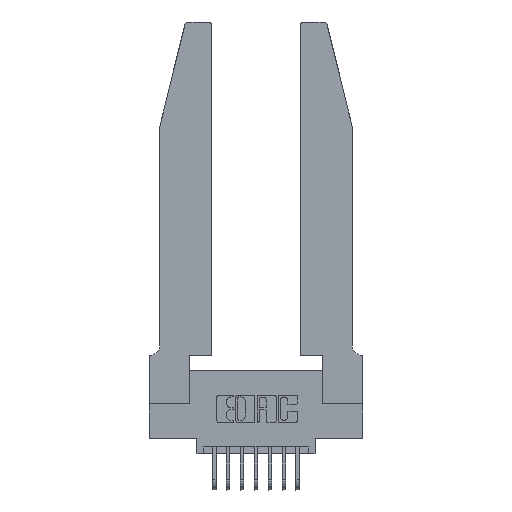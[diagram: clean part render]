
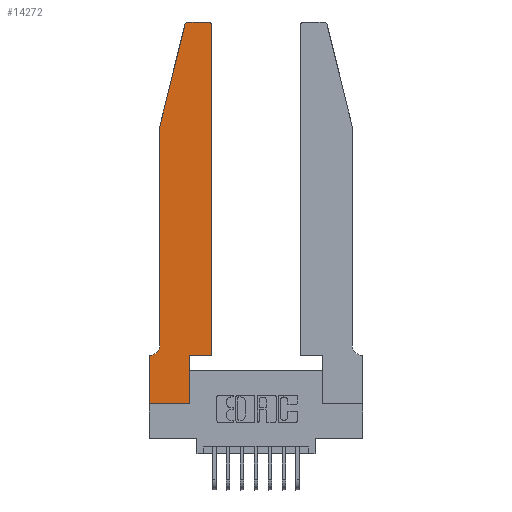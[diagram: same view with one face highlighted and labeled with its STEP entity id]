
A CAD part, top view. The second image highlights one B-rep face of the part: STEP entity #14272.
In plain terms, the highlighted planar face has unit normal (0, 0, 1).
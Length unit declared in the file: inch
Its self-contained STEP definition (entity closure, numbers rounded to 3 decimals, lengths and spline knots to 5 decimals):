
#131 = CARTESIAN_POINT ( 'NONE',  ( 0.2865, 0., 0.37 ) ) ;
#413 = ORIENTED_EDGE ( 'NONE', *, *, #12927, .T. ) ;
#500 = CARTESIAN_POINT ( 'NONE',  ( 0., 0., 0.37 ) ) ;
#690 = VERTEX_POINT ( 'NONE', #14752 ) ;
#759 = VERTEX_POINT ( 'NONE', #16354 ) ;
#1064 = VERTEX_POINT ( 'NONE', #10412 ) ;
#1098 = ORIENTED_EDGE ( 'NONE', *, *, #6242, .T. ) ;
#1141 = EDGE_CURVE ( 'NONE', #690, #7696, #1479, .T. ) ;
#1251 = VECTOR ( 'NONE', #3075, 39.37008 ) ;
#1306 = EDGE_CURVE ( 'NONE', #7696, #8152, #10222, .T. ) ;
#1479 = CIRCLE ( 'NONE', #13711, 0.03 ) ;
#1757 = ORIENTED_EDGE ( 'NONE', *, *, #1306, .T. ) ;
#1766 = VERTEX_POINT ( 'NONE', #131 ) ;
#1876 = CARTESIAN_POINT ( 'NONE',  ( 0.4205, 2.75, 0.37 ) ) ;
#2205 = ORIENTED_EDGE ( 'NONE', *, *, #11353, .T. ) ;
#2952 = VECTOR ( 'NONE', #10269, 39.37008 ) ;
#3075 = DIRECTION ( 'NONE',  ( 0., 1., 0. ) ) ;
#3086 = CARTESIAN_POINT ( 'NONE',  ( 0.2605, 2.75, 0.37 ) ) ;
#3178 = EDGE_CURVE ( 'NONE', #759, #14246, #12128, .T. ) ;
#3197 = VECTOR ( 'NONE', #10166, 39.37008 ) ;
#3207 = ORIENTED_EDGE ( 'NONE', *, *, #1141, .T. ) ;
#3225 = ORIENTED_EDGE ( 'NONE', *, *, #3178, .T. ) ;
#3336 = PLANE ( 'NONE',  #14570 ) ;
#3353 = VERTEX_POINT ( 'NONE', #10910 ) ;
#3636 = EDGE_CURVE ( 'NONE', #12044, #759, #12905, .T. ) ;
#3670 = LINE ( 'NONE', #8538, #7153 ) ;
#3832 = EDGE_CURVE ( 'NONE', #8152, #3353, #10153, .T. ) ;
#3872 = ORIENTED_EDGE ( 'NONE', *, *, #5668, .T. ) ;
#4025 = AXIS2_PLACEMENT_3D ( 'NONE', #4837, #4818, #4803 ) ;
#4565 = DIRECTION ( 'NONE',  ( 1., 0., 0. ) ) ;
#4630 = FACE_OUTER_BOUND ( 'NONE', #7509, .T. ) ;
#4769 = CARTESIAN_POINT ( 'NONE',  ( 0.0755, 0.42, 0.37 ) ) ;
#4803 = DIRECTION ( 'NONE',  ( 1., 0., 0. ) ) ;
#4818 = DIRECTION ( 'NONE',  ( 0., 0., 1. ) ) ;
#4837 = CARTESIAN_POINT ( 'NONE',  ( 0.284, 2.72, 0.37 ) ) ;
#4963 = CARTESIAN_POINT ( 'NONE',  ( 0., 0., 0.37 ) ) ;
#5668 = EDGE_CURVE ( 'NONE', #14246, #1064, #14604, .T. ) ;
#5908 = ORIENTED_EDGE ( 'NONE', *, *, #14025, .T. ) ;
#6186 = DIRECTION ( 'NONE',  ( 1., 0., 0. ) ) ;
#6205 = CARTESIAN_POINT ( 'NONE',  ( 0.4205, 2.72, 0.37 ) ) ;
#6242 = EDGE_CURVE ( 'NONE', #16279, #690, #10444, .T. ) ;
#6481 = LINE ( 'NONE', #10815, #12802 ) ;
#6672 = DIRECTION ( 'NONE',  ( 0., -1., 0. ) ) ;
#6690 = ORIENTED_EDGE ( 'NONE', *, *, #3636, .T. ) ;
#6868 = CARTESIAN_POINT ( 'NONE',  ( 0.0755, 2., 0.37 ) ) ;
#7153 = VECTOR ( 'NONE', #12328, 39.37008 ) ;
#7178 = DIRECTION ( 'NONE',  ( 0., 0., 1. ) ) ;
#7453 = VECTOR ( 'NONE', #6672, 39.37008 ) ;
#7509 = EDGE_LOOP ( 'NONE', ( #1757, #10699, #7539, #5908, #6690, #3225, #3872, #2205, #16000, #413, #1098, #3207 ) ) ;
#7539 = ORIENTED_EDGE ( 'NONE', *, *, #11397, .T. ) ;
#7696 = VERTEX_POINT ( 'NONE', #1876 ) ;
#7735 = DIRECTION ( 'NONE',  ( -1., 0., 0. ) ) ;
#7768 = DIRECTION ( 'NONE',  ( 0., 0., -1. ) ) ;
#7799 = CARTESIAN_POINT ( 'NONE',  ( 0.0055, 0.42, 0.37 ) ) ;
#7842 = LINE ( 'NONE', #12968, #7453 ) ;
#7938 = VECTOR ( 'NONE', #4565, 39.37008 ) ;
#8152 = VERTEX_POINT ( 'NONE', #14274 ) ;
#8538 = CARTESIAN_POINT ( 'NONE',  ( 0.0755, 2., 0.37 ) ) ;
#8573 = DIRECTION ( 'NONE',  ( 1., 0., 0. ) ) ;
#8674 = AXIS2_PLACEMENT_3D ( 'NONE', #7799, #7768, #7735 ) ;
#8813 = DIRECTION ( 'NONE',  ( 0., -1., 0. ) ) ;
#9184 = VECTOR ( 'NONE', #13538, 39.37008 ) ;
#10126 = CARTESIAN_POINT ( 'NONE',  ( 0.4505, 0.35, 0.37 ) ) ;
#10153 = CIRCLE ( 'NONE', #4025, 0.03 ) ;
#10166 = DIRECTION ( 'NONE',  ( 0., 1., 0. ) ) ;
#10222 = LINE ( 'NONE', #3086, #2952 ) ;
#10269 = DIRECTION ( 'NONE',  ( -1., 0., 0. ) ) ;
#10412 = CARTESIAN_POINT ( 'NONE',  ( 0., 0., 0.37 ) ) ;
#10444 = LINE ( 'NONE', #11429, #3197 ) ;
#10699 = ORIENTED_EDGE ( 'NONE', *, *, #3832, .T. ) ;
#10793 = CARTESIAN_POINT ( 'NONE',  ( 0.2865, 0.35, 0.37 ) ) ;
#10815 = CARTESIAN_POINT ( 'NONE',  ( 0.4505, 0.35, 0.37 ) ) ;
#10910 = CARTESIAN_POINT ( 'NONE',  ( 0.25487, 2.72718, 0.37 ) ) ;
#10915 = LINE ( 'NONE', #500, #7938 ) ;
#11237 = CARTESIAN_POINT ( 'NONE',  ( 0.2865, 0.35, 0.37 ) ) ;
#11353 = EDGE_CURVE ( 'NONE', #1064, #1766, #10915, .T. ) ;
#11397 = EDGE_CURVE ( 'NONE', #3353, #15892, #3670, .T. ) ;
#11429 = CARTESIAN_POINT ( 'NONE',  ( 0.4505, 0.35, 0.37 ) ) ;
#12044 = VERTEX_POINT ( 'NONE', #4769 ) ;
#12061 = DIRECTION ( 'NONE',  ( 1., 0., 0. ) ) ;
#12128 = LINE ( 'NONE', #13557, #9184 ) ;
#12328 = DIRECTION ( 'NONE',  ( -0.239, -0.971, 0. ) ) ;
#12802 = VECTOR ( 'NONE', #12061, 39.37008 ) ;
#12905 = CIRCLE ( 'NONE', #8674, 0.07 ) ;
#12927 = EDGE_CURVE ( 'NONE', #13783, #16279, #6481, .T. ) ;
#12968 = CARTESIAN_POINT ( 'NONE',  ( 0.0755, 2., 0.37 ) ) ;
#13538 = DIRECTION ( 'NONE',  ( -1., 0., 0. ) ) ;
#13557 = CARTESIAN_POINT ( 'NONE',  ( 0.0755, 0.35, 0.37 ) ) ;
#13561 = EDGE_CURVE ( 'NONE', #1766, #13783, #14132, .T. ) ;
#13573 = CARTESIAN_POINT ( 'NONE',  ( 0., 0.35, 0.37 ) ) ;
#13711 = AXIS2_PLACEMENT_3D ( 'NONE', #6205, #7178, #6186 ) ;
#13783 = VERTEX_POINT ( 'NONE', #11237 ) ;
#14025 = EDGE_CURVE ( 'NONE', #15892, #12044, #7842, .T. ) ;
#14132 = LINE ( 'NONE', #10793, #1251 ) ;
#14177 = VECTOR ( 'NONE', #8813, 39.37008 ) ;
#14246 = VERTEX_POINT ( 'NONE', #16063 ) ;
#14272 = ADVANCED_FACE ( 'NONE', ( #4630 ), #3336, .T. ) ;
#14274 = CARTESIAN_POINT ( 'NONE',  ( 0.284, 2.75, 0.37 ) ) ;
#14570 = AXIS2_PLACEMENT_3D ( 'NONE', #13573, #16117, #8573 ) ;
#14604 = LINE ( 'NONE', #4963, #14177 ) ;
#14752 = CARTESIAN_POINT ( 'NONE',  ( 0.4505, 2.72, 0.37 ) ) ;
#15892 = VERTEX_POINT ( 'NONE', #6868 ) ;
#16000 = ORIENTED_EDGE ( 'NONE', *, *, #13561, .T. ) ;
#16063 = CARTESIAN_POINT ( 'NONE',  ( 0., 0.35, 0.37 ) ) ;
#16117 = DIRECTION ( 'NONE',  ( 0., 0., 1. ) ) ;
#16279 = VERTEX_POINT ( 'NONE', #10126 ) ;
#16354 = CARTESIAN_POINT ( 'NONE',  ( 0.0055, 0.35, 0.37 ) ) ;
